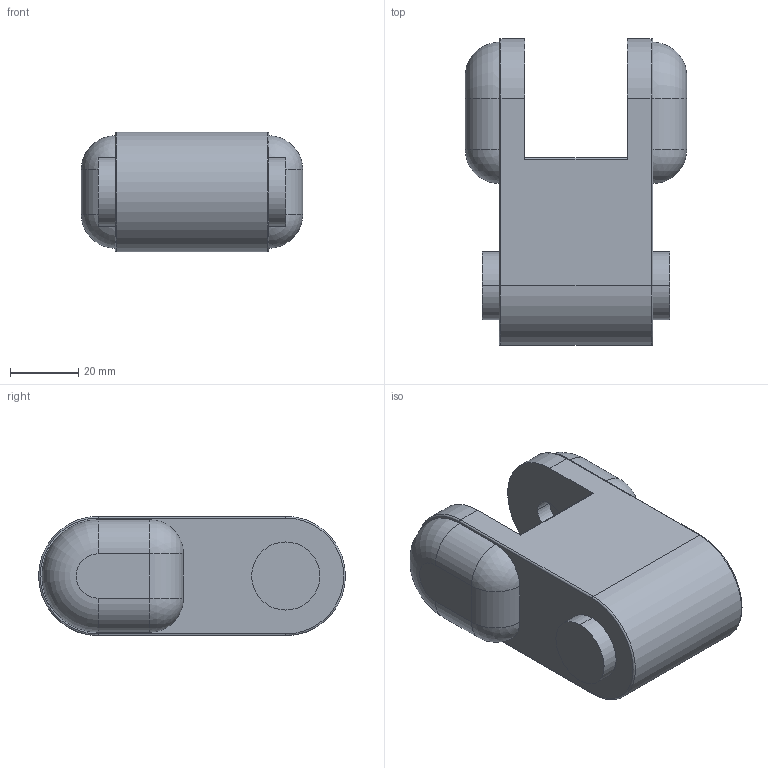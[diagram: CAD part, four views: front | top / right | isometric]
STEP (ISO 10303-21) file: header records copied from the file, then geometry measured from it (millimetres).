
FILE_DESCRIPTION (( 'STEP AP203' ), '1' );
FILE_NAME ('Arm 2_Default_sldprt.STEP', '2017-12-16T02:02:33', ( '' ), ( '' ), 'SwSTEP 2.0', 'SolidWorks 2016', '' );
FILE_SCHEMA (( 'CONFIG_CONTROL_DESIGN' ));
Length unit declared in the file: millimetre
Products named in the file (1): Arm 2_Default_sldprt
Bounding box: 65 x 90 x 35 mm (x, y, z)
Volume: 118821 mm3; surface area: 18397.5 mm2
Topology: 1 solids, 1 shells, 46 faces, 106 edges, 64 vertices
Faces by surface type: cylinder 23, plane 13, torus 6, sphere 4
Entity records: 1365 total; most frequent: DIRECTION 254, CARTESIAN_POINT 213, ORIENTED_EDGE 204, AXIS2_PLACEMENT_3D 105, EDGE_CURVE 102, VERTEX_POINT 64, CIRCLE 58, EDGE_LOOP 52
